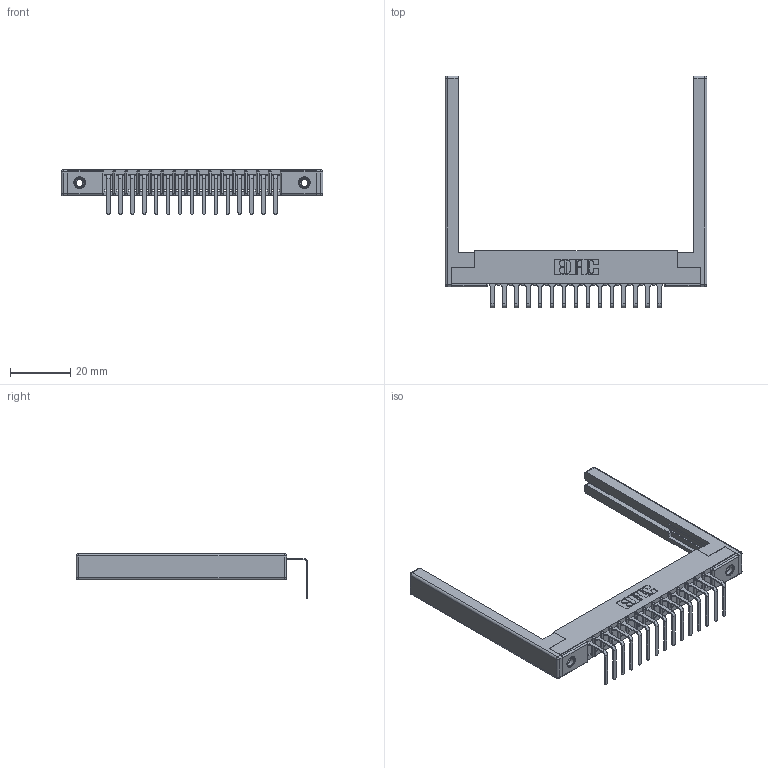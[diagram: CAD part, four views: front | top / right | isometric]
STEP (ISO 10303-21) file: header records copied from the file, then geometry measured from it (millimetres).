
FILE_DESCRIPTION (( 'STEP AP203' ), '1' );
FILE_NAME ('307-015-558-168.STEP', '2019-09-04T12:45:37', ( '' ), ( '' ), 'SwSTEP 2.0', 'SolidWorks 2016', '' );
FILE_SCHEMA (( 'CONFIG_CONTROL_DESIGN' ));
Length unit declared in the file: inch
Products named in the file (5): 307-220-068; 307-015-558-168; 307 Part_.156 Dia Mounting Holes; 345-250-001_345-250-001-102; 307-290-001_558 - 2 (Single)
Assembly tree (20 placements, depth 2):
  307-015-558-168
    307 Part_.156 Dia Mounting Holes
    307-290-001_558 - 2 (Single)  x15
    307-220-068  x2
    345-250-001_345-250-001-102  x2
Bounding box: 86.87 x 76.92 x 14.81 mm (x, y, z)
Volume: 10141.5 mm3; surface area: 12911.1 mm2
Topology: 20 solids, 20 shells, 1188 faces, 3323 edges, 2130 vertices
Faces by surface type: plane 743, cylinder 389, sphere 40, cone 12, torus 4
Entity records: 19051 total; most frequent: CARTESIAN_POINT 3165, ORIENTED_EDGE 3140, DIRECTION 3112, EDGE_CURVE 1570, LINE 1190, VECTOR 1190, VERTEX_POINT 1014, AXIS2_PLACEMENT_3D 961
